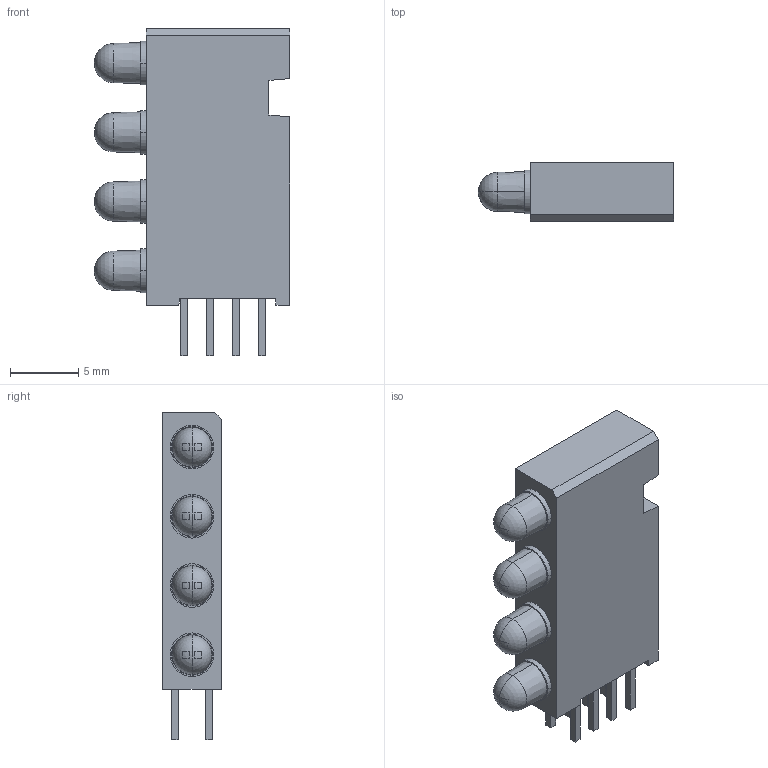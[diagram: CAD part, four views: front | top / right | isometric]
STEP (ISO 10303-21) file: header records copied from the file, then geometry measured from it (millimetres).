
FILE_DESCRIPTION((''),'2;1');
FILE_NAME('LED_DIALIGHT_568-0701-111F.stp','2013-08-26T09:55:40',(''),(''),'Mechanical Desktop 2011','Mechanical Desktop 2011',', , ');
FILE_SCHEMA(('AUTOMOTIVE_DESIGN { 1 2 10303 214 1 1 1 1 }'));
Length unit declared in the file: millimetre
Products named in the file (1): Product
Bounding box: 14.34 x 4.32 x 24 mm (x, y, z)
Volume: 990.2 mm3; surface area: 988.4 mm2
Topology: 21 solids, 21 shells, 183 faces, 391 edges, 254 vertices
Faces by surface type: bspline 128, plane 23, sphere 16, cone 8, cylinder 8
Entity records: 4915 total; most frequent: CARTESIAN_POINT 1205, ORIENTED_EDGE 766, DIRECTION 599, EDGE_CURVE 383, VECTOR 279, LINE 279, VERTEX_POINT 254, EDGE_LOOP 195
